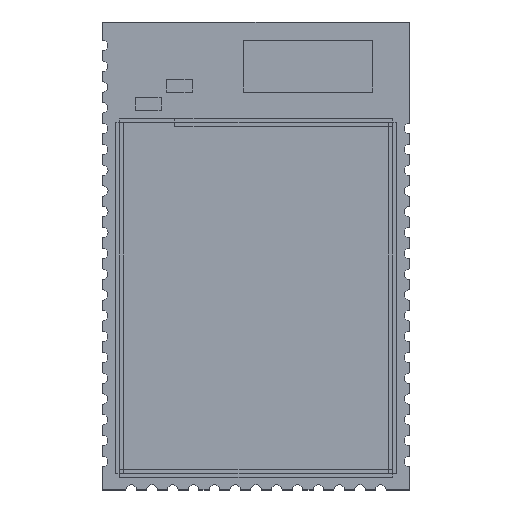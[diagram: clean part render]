
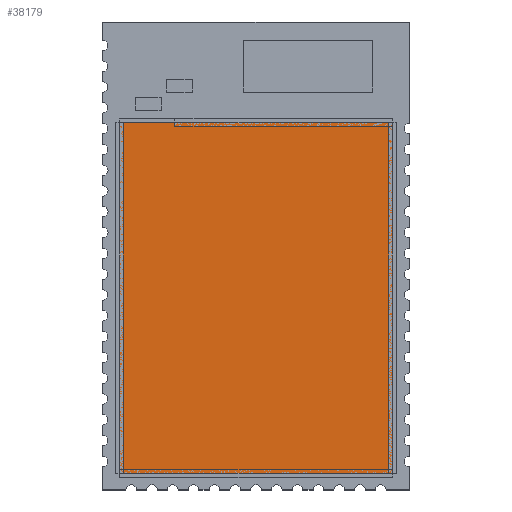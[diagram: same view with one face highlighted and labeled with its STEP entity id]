
A CAD part, top view. The second image highlights one B-rep face of the part: STEP entity #38179.
In plain terms, the highlighted planar face has unit normal (0, 0, 1).
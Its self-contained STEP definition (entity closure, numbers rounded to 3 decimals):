
#37865 = VERTEX_POINT('',#37866);
#37866 = CARTESIAN_POINT('',(-5.25,6.75,0.3));
#37873 = PLANE('',#37874);
#37874 = AXIS2_PLACEMENT_3D('',#37875,#37876,#37877);
#37875 = CARTESIAN_POINT('',(-5.25,6.75,0.));
#37876 = DIRECTION('',(0.,1.,0.));
#37877 = DIRECTION('',(1.,0.,0.));
#37885 = PLANE('',#37886);
#37886 = AXIS2_PLACEMENT_3D('',#37887,#37888,#37889);
#37887 = CARTESIAN_POINT('',(-5.25,-6.75,0.));
#37888 = DIRECTION('',(-1.,0.,0.));
#37889 = DIRECTION('',(0.,1.,0.));
#37897 = EDGE_CURVE('',#37865,#37898,#37900,.T.);
#37898 = VERTEX_POINT('',#37899);
#37899 = CARTESIAN_POINT('',(5.25,6.75,0.3));
#37900 = SURFACE_CURVE('',#37901,(#37905,#37912),.PCURVE_S1.);
#37901 = LINE('',#37902,#37903);
#37902 = CARTESIAN_POINT('',(-5.25,6.75,0.3));
#37903 = VECTOR('',#37904,1.);
#37904 = DIRECTION('',(1.,0.,0.));
#37905 = PCURVE('',#37873,#37906);
#37906 = DEFINITIONAL_REPRESENTATION('',(#37907),#37911);
#37907 = LINE('',#37908,#37909);
#37908 = CARTESIAN_POINT('',(0.,-0.3));
#37909 = VECTOR('',#37910,1.);
#37910 = DIRECTION('',(1.,0.));
#37911 = ( GEOMETRIC_REPRESENTATION_CONTEXT(2) 
PARAMETRIC_REPRESENTATION_CONTEXT() REPRESENTATION_CONTEXT('2D SPACE',''
  ) );
#37912 = PCURVE('',#37913,#37918);
#37913 = PLANE('',#37914);
#37914 = AXIS2_PLACEMENT_3D('',#37915,#37916,#37917);
#37915 = CARTESIAN_POINT('',(-5.25,6.75,0.3));
#37916 = DIRECTION('',(0.,0.,1.));
#37917 = DIRECTION('',(1.,0.,0.));
#37918 = DEFINITIONAL_REPRESENTATION('',(#37919),#37923);
#37919 = LINE('',#37920,#37921);
#37920 = CARTESIAN_POINT('',(0.,0.));
#37921 = VECTOR('',#37922,1.);
#37922 = DIRECTION('',(1.,0.));
#37923 = ( GEOMETRIC_REPRESENTATION_CONTEXT(2) 
PARAMETRIC_REPRESENTATION_CONTEXT() REPRESENTATION_CONTEXT('2D SPACE',''
  ) );
#37941 = PLANE('',#37942);
#37942 = AXIS2_PLACEMENT_3D('',#37943,#37944,#37945);
#37943 = CARTESIAN_POINT('',(5.25,6.75,0.));
#37944 = DIRECTION('',(1.,0.,0.));
#37945 = DIRECTION('',(0.,-1.,0.));
#37983 = EDGE_CURVE('',#37898,#37984,#37986,.T.);
#37984 = VERTEX_POINT('',#37985);
#37985 = CARTESIAN_POINT('',(5.25,-6.75,0.3));
#37986 = SURFACE_CURVE('',#37987,(#37991,#37998),.PCURVE_S1.);
#37987 = LINE('',#37988,#37989);
#37988 = CARTESIAN_POINT('',(5.25,6.75,0.3));
#37989 = VECTOR('',#37990,1.);
#37990 = DIRECTION('',(0.,-1.,0.));
#37991 = PCURVE('',#37941,#37992);
#37992 = DEFINITIONAL_REPRESENTATION('',(#37993),#37997);
#37993 = LINE('',#37994,#37995);
#37994 = CARTESIAN_POINT('',(0.,-0.3));
#37995 = VECTOR('',#37996,1.);
#37996 = DIRECTION('',(1.,0.));
#37997 = ( GEOMETRIC_REPRESENTATION_CONTEXT(2) 
PARAMETRIC_REPRESENTATION_CONTEXT() REPRESENTATION_CONTEXT('2D SPACE',''
  ) );
#37998 = PCURVE('',#37913,#37999);
#37999 = DEFINITIONAL_REPRESENTATION('',(#38000),#38004);
#38000 = LINE('',#38001,#38002);
#38001 = CARTESIAN_POINT('',(10.5,0.));
#38002 = VECTOR('',#38003,1.);
#38003 = DIRECTION('',(0.,-1.));
#38004 = ( GEOMETRIC_REPRESENTATION_CONTEXT(2) 
PARAMETRIC_REPRESENTATION_CONTEXT() REPRESENTATION_CONTEXT('2D SPACE',''
  ) );
#38022 = PLANE('',#38023);
#38023 = AXIS2_PLACEMENT_3D('',#38024,#38025,#38026);
#38024 = CARTESIAN_POINT('',(5.25,-6.75,0.));
#38025 = DIRECTION('',(0.,-1.,0.));
#38026 = DIRECTION('',(-1.,0.,0.));
#38059 = EDGE_CURVE('',#37984,#38060,#38062,.T.);
#38060 = VERTEX_POINT('',#38061);
#38061 = CARTESIAN_POINT('',(-5.25,-6.75,0.3));
#38062 = SURFACE_CURVE('',#38063,(#38067,#38074),.PCURVE_S1.);
#38063 = LINE('',#38064,#38065);
#38064 = CARTESIAN_POINT('',(5.25,-6.75,0.3));
#38065 = VECTOR('',#38066,1.);
#38066 = DIRECTION('',(-1.,0.,0.));
#38067 = PCURVE('',#38022,#38068);
#38068 = DEFINITIONAL_REPRESENTATION('',(#38069),#38073);
#38069 = LINE('',#38070,#38071);
#38070 = CARTESIAN_POINT('',(0.,-0.3));
#38071 = VECTOR('',#38072,1.);
#38072 = DIRECTION('',(1.,0.));
#38073 = ( GEOMETRIC_REPRESENTATION_CONTEXT(2) 
PARAMETRIC_REPRESENTATION_CONTEXT() REPRESENTATION_CONTEXT('2D SPACE',''
  ) );
#38074 = PCURVE('',#37913,#38075);
#38075 = DEFINITIONAL_REPRESENTATION('',(#38076),#38080);
#38076 = LINE('',#38077,#38078);
#38077 = CARTESIAN_POINT('',(10.5,-13.5));
#38078 = VECTOR('',#38079,1.);
#38079 = DIRECTION('',(-1.,0.));
#38080 = ( GEOMETRIC_REPRESENTATION_CONTEXT(2) 
PARAMETRIC_REPRESENTATION_CONTEXT() REPRESENTATION_CONTEXT('2D SPACE',''
  ) );
#38130 = EDGE_CURVE('',#38060,#37865,#38131,.T.);
#38131 = SURFACE_CURVE('',#38132,(#38136,#38143),.PCURVE_S1.);
#38132 = LINE('',#38133,#38134);
#38133 = CARTESIAN_POINT('',(-5.25,-6.75,0.3));
#38134 = VECTOR('',#38135,1.);
#38135 = DIRECTION('',(0.,1.,0.));
#38136 = PCURVE('',#37885,#38137);
#38137 = DEFINITIONAL_REPRESENTATION('',(#38138),#38142);
#38138 = LINE('',#38139,#38140);
#38139 = CARTESIAN_POINT('',(0.,-0.3));
#38140 = VECTOR('',#38141,1.);
#38141 = DIRECTION('',(1.,0.));
#38142 = ( GEOMETRIC_REPRESENTATION_CONTEXT(2) 
PARAMETRIC_REPRESENTATION_CONTEXT() REPRESENTATION_CONTEXT('2D SPACE',''
  ) );
#38143 = PCURVE('',#37913,#38144);
#38144 = DEFINITIONAL_REPRESENTATION('',(#38145),#38149);
#38145 = LINE('',#38146,#38147);
#38146 = CARTESIAN_POINT('',(0.,-13.5));
#38147 = VECTOR('',#38148,1.);
#38148 = DIRECTION('',(0.,1.));
#38149 = ( GEOMETRIC_REPRESENTATION_CONTEXT(2) 
PARAMETRIC_REPRESENTATION_CONTEXT() REPRESENTATION_CONTEXT('2D SPACE',''
  ) );
#38179 = ADVANCED_FACE('',(#38180),#37913,.T.);
#38180 = FACE_BOUND('',#38181,.F.);
#38181 = EDGE_LOOP('',(#38182,#38183,#38184,#38185));
#38182 = ORIENTED_EDGE('',*,*,#37897,.T.);
#38183 = ORIENTED_EDGE('',*,*,#37983,.T.);
#38184 = ORIENTED_EDGE('',*,*,#38059,.T.);
#38185 = ORIENTED_EDGE('',*,*,#38130,.T.);
